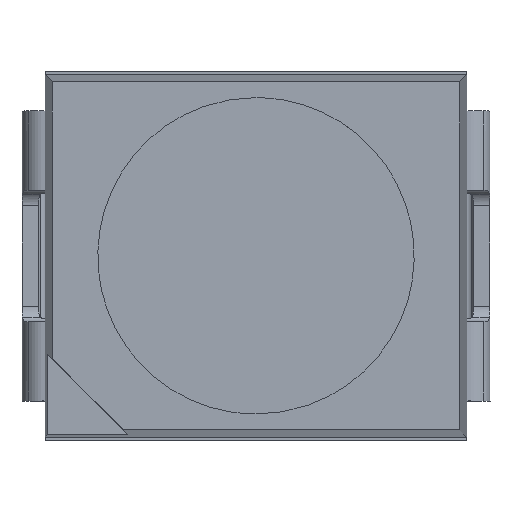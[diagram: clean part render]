
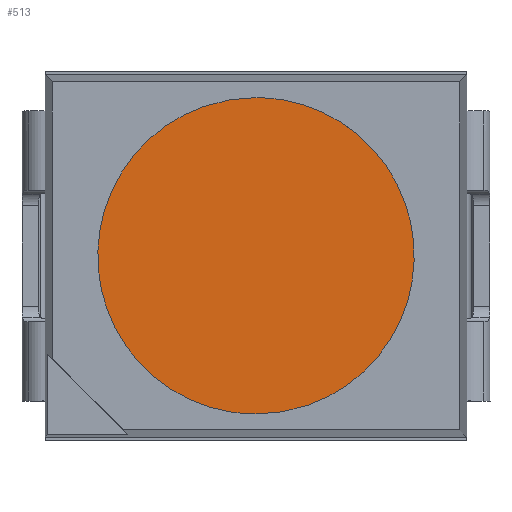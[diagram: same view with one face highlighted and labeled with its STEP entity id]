
A CAD part, top view. The second image highlights one B-rep face of the part: STEP entity #513.
In plain terms, the highlighted planar face has unit normal (0, 0, 1).
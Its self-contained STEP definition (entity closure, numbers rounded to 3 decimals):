
#509 = EDGE_CURVE ( 'NONE', #525, #524, #1730, .T. ) ;
#513 = ADVANCED_FACE ( 'NONE', ( #1731 ), #1762, .T. ) ;
#514 = EDGE_LOOP ( 'NONE', ( #515, #516 ) ) ;
#515 = ORIENTED_EDGE ( 'NONE', *, *, #523, .T. ) ;
#516 = ORIENTED_EDGE ( 'NONE', *, *, #509, .T. ) ;
#523 = EDGE_CURVE ( 'NONE', #524, #525, #1881, .T. ) ;
#524 = VERTEX_POINT ( 'NONE', #1882 ) ;
#525 = VERTEX_POINT ( 'NONE', #1880 ) ;
#1727 = CARTESIAN_POINT ( 'NONE',  ( -0.301, 1.172, 0.779 ) ) ;
#1728 = CARTESIAN_POINT ( 'NONE',  ( -0.153, 1.2, 0.779 ) ) ;
#1729 = CARTESIAN_POINT ( 'NONE',  ( 0., 1.2, 0.779 ) ) ;
#1730 = B_SPLINE_CURVE_WITH_KNOTS ( 'NONE', 3,
 ( #1729, #1728, #1727, #1793, #1792, #1791, #1790, #1789, #1788, #1787, #1786, #1785, #1784, #1783, #1782, #1781, #1780, #1779, #1778, #1777, #1776, #1775, #1774, #1773, #1772, #1771, #1770, #1769, #1768, #1767, #1766, #1765, #1764, #1763 ),
 .UNSPECIFIED., .F., .F.,
 ( 4, 2, 2, 1, 1, 2, 2, 2, 1, 1, 2, 2, 2, 1, 1, 2, 2, 2, 1, 1, 4 ),
 ( 0., 0., 0.001, 0.001, 0.001, 0.001, 0.001, 0.001, 0.002, 0.002, 0.002, 0.002, 0.002, 0.002, 0.003, 0.003, 0.003, 0.003, 0.003, 0.004, 0.004 ),
 .UNSPECIFIED. ) ;
#1731 = FACE_OUTER_BOUND ( 'NONE', #514, .T. ) ;
#1758 = DIRECTION ( 'NONE',  ( 0., -1., 0. ) ) ;
#1759 = DIRECTION ( 'NONE',  ( 0., 0., 1. ) ) ;
#1760 = CARTESIAN_POINT ( 'NONE',  ( -1.224, 1.224, 0.779 ) ) ;
#1761 = AXIS2_PLACEMENT_3D ( 'NONE', #1760, #1759, #1758 ) ;
#1762 = PLANE ( 'NONE',  #1761 ) ;
#1763 = CARTESIAN_POINT ( 'NONE',  ( 0., -1.2, 0.779 ) ) ;
#1764 = CARTESIAN_POINT ( 'NONE',  ( -0.077, -1.2, 0.779 ) ) ;
#1765 = CARTESIAN_POINT ( 'NONE',  ( -0.189, -1.189, 0.779 ) ) ;
#1766 = CARTESIAN_POINT ( 'NONE',  ( -0.317, -1.159, 0.779 ) ) ;
#1767 = CARTESIAN_POINT ( 'NONE',  ( -0.371, -1.142, 0.779 ) ) ;
#1768 = CARTESIAN_POINT ( 'NONE',  ( -0.406, -1.129, 0.779 ) ) ;
#1769 = CARTESIAN_POINT ( 'NONE',  ( -0.422, -1.123, 0.779 ) ) ;
#1770 = CARTESIAN_POINT ( 'NONE',  ( -0.596, -1.055, 0.779 ) ) ;
#1771 = CARTESIAN_POINT ( 'NONE',  ( -0.731, -0.966, 0.779 ) ) ;
#1772 = CARTESIAN_POINT ( 'NONE',  ( -0.907, -0.79, 0.779 ) ) ;
#1773 = CARTESIAN_POINT ( 'NONE',  ( -0.984, -0.695, 0.779 ) ) ;
#1774 = CARTESIAN_POINT ( 'NONE',  ( -1.056, -0.572, 0.779 ) ) ;
#1775 = CARTESIAN_POINT ( 'NONE',  ( -1.083, -0.517, 0.779 ) ) ;
#1776 = CARTESIAN_POINT ( 'NONE',  ( -1.1, -0.48, 0.779 ) ) ;
#1777 = CARTESIAN_POINT ( 'NONE',  ( -1.109, -0.459, 0.779 ) ) ;
#1778 = CARTESIAN_POINT ( 'NONE',  ( -1.172, -0.3, 0.779 ) ) ;
#1779 = CARTESIAN_POINT ( 'NONE',  ( -1.2, -0.153, 0.779 ) ) ;
#1780 = CARTESIAN_POINT ( 'NONE',  ( -1.2, 0.076, 0.779 ) ) ;
#1781 = CARTESIAN_POINT ( 'NONE',  ( -1.189, 0.189, 0.779 ) ) ;
#1782 = CARTESIAN_POINT ( 'NONE',  ( -1.159, 0.316, 0.779 ) ) ;
#1783 = CARTESIAN_POINT ( 'NONE',  ( -1.142, 0.37, 0.779 ) ) ;
#1784 = CARTESIAN_POINT ( 'NONE',  ( -1.129, 0.406, 0.779 ) ) ;
#1785 = CARTESIAN_POINT ( 'NONE',  ( -1.123, 0.422, 0.779 ) ) ;
#1786 = CARTESIAN_POINT ( 'NONE',  ( -1.055, 0.596, 0.779 ) ) ;
#1787 = CARTESIAN_POINT ( 'NONE',  ( -0.966, 0.731, 0.779 ) ) ;
#1788 = CARTESIAN_POINT ( 'NONE',  ( -0.79, 0.907, 0.779 ) ) ;
#1789 = CARTESIAN_POINT ( 'NONE',  ( -0.695, 0.984, 0.779 ) ) ;
#1790 = CARTESIAN_POINT ( 'NONE',  ( -0.572, 1.056, 0.779 ) ) ;
#1791 = CARTESIAN_POINT ( 'NONE',  ( -0.517, 1.083, 0.779 ) ) ;
#1792 = CARTESIAN_POINT ( 'NONE',  ( -0.48, 1.1, 0.779 ) ) ;
#1793 = CARTESIAN_POINT ( 'NONE',  ( -0.459, 1.109, 0.779 ) ) ;
#1866 = CARTESIAN_POINT ( 'NONE',  ( 1.142, -0.37, 0.779 ) ) ;
#1867 = CARTESIAN_POINT ( 'NONE',  ( 1.129, -0.406, 0.779 ) ) ;
#1868 = CARTESIAN_POINT ( 'NONE',  ( 1.123, -0.422, 0.779 ) ) ;
#1869 = CARTESIAN_POINT ( 'NONE',  ( 1.055, -0.596, 0.779 ) ) ;
#1870 = CARTESIAN_POINT ( 'NONE',  ( 0.966, -0.731, 0.779 ) ) ;
#1871 = CARTESIAN_POINT ( 'NONE',  ( 0.79, -0.907, 0.779 ) ) ;
#1872 = CARTESIAN_POINT ( 'NONE',  ( 0.695, -0.984, 0.779 ) ) ;
#1873 = CARTESIAN_POINT ( 'NONE',  ( 0.572, -1.056, 0.779 ) ) ;
#1874 = CARTESIAN_POINT ( 'NONE',  ( 0.517, -1.083, 0.779 ) ) ;
#1875 = CARTESIAN_POINT ( 'NONE',  ( 0.48, -1.1, 0.779 ) ) ;
#1876 = CARTESIAN_POINT ( 'NONE',  ( 0.459, -1.109, 0.779 ) ) ;
#1877 = CARTESIAN_POINT ( 'NONE',  ( 0.301, -1.172, 0.779 ) ) ;
#1878 = CARTESIAN_POINT ( 'NONE',  ( 0.153, -1.2, 0.779 ) ) ;
#1879 = CARTESIAN_POINT ( 'NONE',  ( 0., -1.2, 0.779 ) ) ;
#1880 = CARTESIAN_POINT ( 'NONE',  ( 0., 1.2, 0.779 ) ) ;
#1881 = B_SPLINE_CURVE_WITH_KNOTS ( 'NONE', 3,
 ( #1879, #1878, #1877, #1876, #1875, #1874, #1873, #1872, #1871, #1870, #1869, #1868, #1867, #1866, #1930, #1929, #1928, #1927, #1926, #1925, #1924, #1923, #1922, #1921, #1920, #1919, #1918, #1917, #1916, #1915, #1914, #1913, #1912, #1911 ),
 .UNSPECIFIED., .F., .F.,
 ( 4, 2, 2, 1, 1, 2, 2, 2, 1, 1, 2, 2, 2, 1, 1, 2, 2, 2, 1, 1, 4 ),
 ( 0., 0., 0.001, 0.001, 0.001, 0.001, 0.001, 0.001, 0.002, 0.002, 0.002, 0.002, 0.002, 0.002, 0.003, 0.003, 0.003, 0.003, 0.003, 0.004, 0.004 ),
 .UNSPECIFIED. ) ;
#1882 = CARTESIAN_POINT ( 'NONE',  ( 0., -1.2, 0.779 ) ) ;
#1911 = CARTESIAN_POINT ( 'NONE',  ( 0., 1.2, 0.779 ) ) ;
#1912 = CARTESIAN_POINT ( 'NONE',  ( 0.077, 1.2, 0.779 ) ) ;
#1913 = CARTESIAN_POINT ( 'NONE',  ( 0.189, 1.189, 0.779 ) ) ;
#1914 = CARTESIAN_POINT ( 'NONE',  ( 0.317, 1.159, 0.779 ) ) ;
#1915 = CARTESIAN_POINT ( 'NONE',  ( 0.371, 1.142, 0.779 ) ) ;
#1916 = CARTESIAN_POINT ( 'NONE',  ( 0.406, 1.129, 0.779 ) ) ;
#1917 = CARTESIAN_POINT ( 'NONE',  ( 0.422, 1.123, 0.779 ) ) ;
#1918 = CARTESIAN_POINT ( 'NONE',  ( 0.596, 1.055, 0.779 ) ) ;
#1919 = CARTESIAN_POINT ( 'NONE',  ( 0.731, 0.966, 0.779 ) ) ;
#1920 = CARTESIAN_POINT ( 'NONE',  ( 0.907, 0.79, 0.779 ) ) ;
#1921 = CARTESIAN_POINT ( 'NONE',  ( 0.984, 0.695, 0.779 ) ) ;
#1922 = CARTESIAN_POINT ( 'NONE',  ( 1.056, 0.572, 0.779 ) ) ;
#1923 = CARTESIAN_POINT ( 'NONE',  ( 1.083, 0.517, 0.779 ) ) ;
#1924 = CARTESIAN_POINT ( 'NONE',  ( 1.1, 0.48, 0.779 ) ) ;
#1925 = CARTESIAN_POINT ( 'NONE',  ( 1.109, 0.459, 0.779 ) ) ;
#1926 = CARTESIAN_POINT ( 'NONE',  ( 1.172, 0.3, 0.779 ) ) ;
#1927 = CARTESIAN_POINT ( 'NONE',  ( 1.2, 0.153, 0.779 ) ) ;
#1928 = CARTESIAN_POINT ( 'NONE',  ( 1.2, -0.076, 0.779 ) ) ;
#1929 = CARTESIAN_POINT ( 'NONE',  ( 1.189, -0.189, 0.779 ) ) ;
#1930 = CARTESIAN_POINT ( 'NONE',  ( 1.159, -0.316, 0.779 ) ) ;
